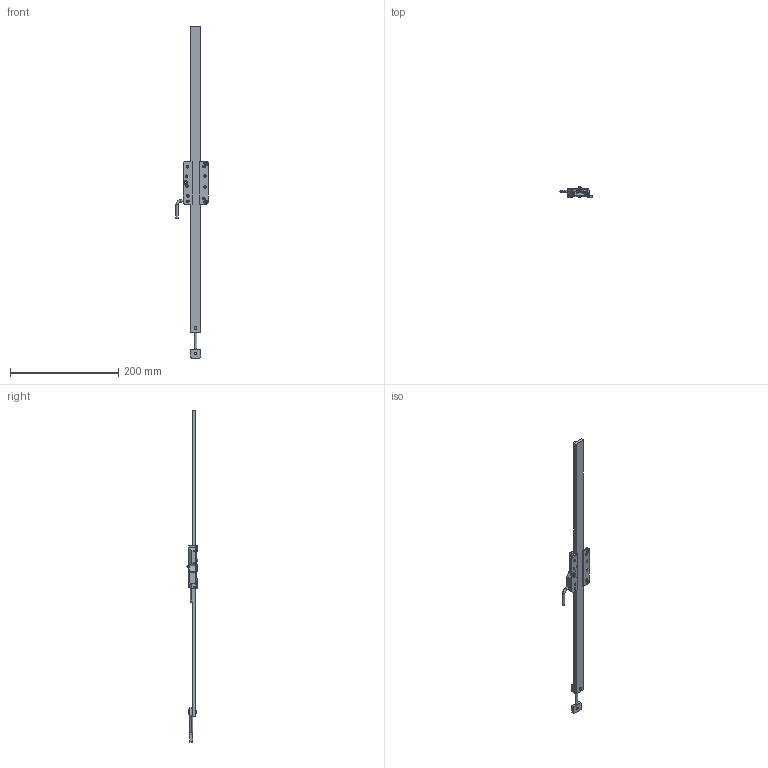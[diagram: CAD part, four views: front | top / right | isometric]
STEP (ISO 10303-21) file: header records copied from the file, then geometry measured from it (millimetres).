
FILE_DESCRIPTION (( 'STEP AP214' ), '1' );
FILE_NAME ('901-1918-dro-enc Model 190-18 system.STEP', '2013-08-15T19:53:06', ( '' ), ( '' ), 'SwSTEP 2.0', 'SolidWorks 2013', '' );
FILE_SCHEMA (( 'AUTOMOTIVE_DESIGN' ));
Length unit declared in the file: inch
Products named in the file (10): Pan Cross Head_AI_CR-PHMS 0.19-32x0.5x0.5-N; connector_link; 190 extrusion_22.25" with one hole; 701-1500-Lxx IND Readhead; 100-3002-001 Readhead wiper; Round Cable; Readhead Screw; IND Readhead bearing; 100-2000-201 IND Readhead Housing; 901-1918-dro-enc Model 190-18 system
Assembly tree (18 placements, depth 3):
  901-1918-dro-enc Model 190-18 system
    701-1500-Lxx IND Readhead
      100-2000-201 IND Readhead Housing
      IND Readhead bearing
      Readhead Screw  x9
      Round Cable
      100-3002-001 Readhead wiper  x2
    190 extrusion_22.25" with one hole
    connector_link
    Pan Cross Head_AI_CR-PHMS 0.19-32x0.5x0.5-N
Bounding box: 59.3 x 20.4 x 613.09 mm (x, y, z)
Volume: 84086.5 mm3; surface area: 56145.5 mm2
Topology: 17 solids, 17 shells, 1001 faces, 2365 edges, 1414 vertices
Faces by surface type: plane 543, cylinder 322, torus 51, bspline 41, sphere 38, cone 6
Entity records: 22077 total; most frequent: CARTESIAN_POINT 4905, DIRECTION 3589, ORIENTED_EDGE 3460, EDGE_CURVE 1730, AXIS2_PLACEMENT_3D 1292, VERTEX_POINT 1077, LINE 1005, VECTOR 1005
